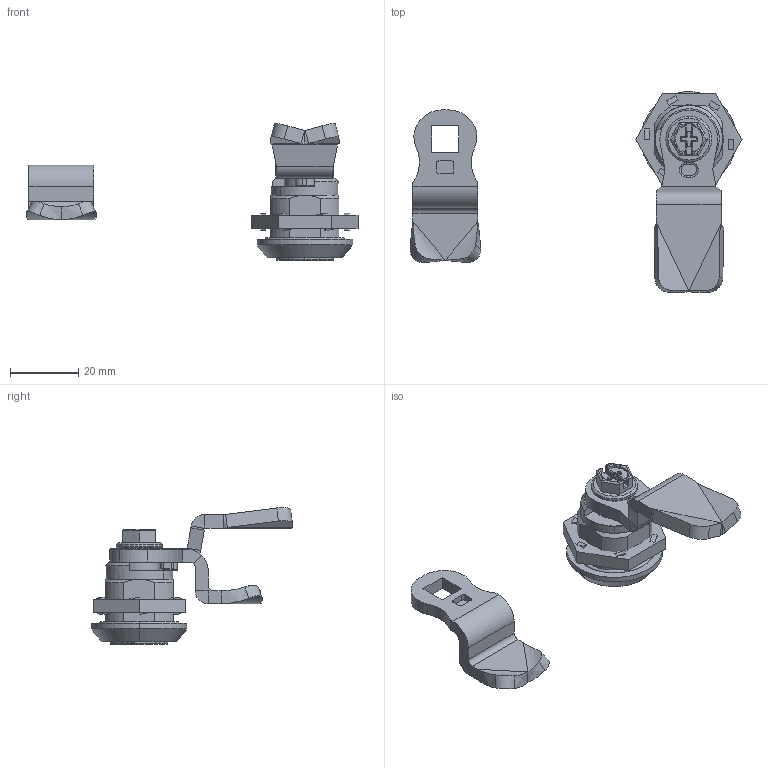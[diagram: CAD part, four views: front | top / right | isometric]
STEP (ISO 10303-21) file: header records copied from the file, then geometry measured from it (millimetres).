
FILE_DESCRIPTION (( 'STEP AP214' ), '1' );
FILE_NAME ('SCE-DLKLD.STEP', '2022-07-22T11:45:27', ( '' ), ( '' ), 'SwSTEP 2.0', 'SolidWorks 2021', '' );
FILE_SCHEMA (( 'AUTOMOTIVE_DESIGN' ));
Length unit declared in the file: inch
Products named in the file (1): SCE-DLKLD
Bounding box: 97.37 x 58.99 x 40.11 mm (x, y, z)
Volume: 16477.5 mm3; surface area: 14320.7 mm2
Topology: 9 solids, 9 shells, 594 faces, 1552 edges, 990 vertices
Faces by surface type: plane 385, cylinder 129, torus 32, bspline 27, cone 17, sphere 4
Full cylindrical faces by diameter (mm): 20.237 x1
Entity records: 28501 total; most frequent: CARTESIAN_POINT 13754, ORIENTED_EDGE 3098, DIRECTION 2932, EDGE_CURVE 1549, LINE 1062, VECTOR 1062, VERTEX_POINT 990, AXIS2_PLACEMENT_3D 935
